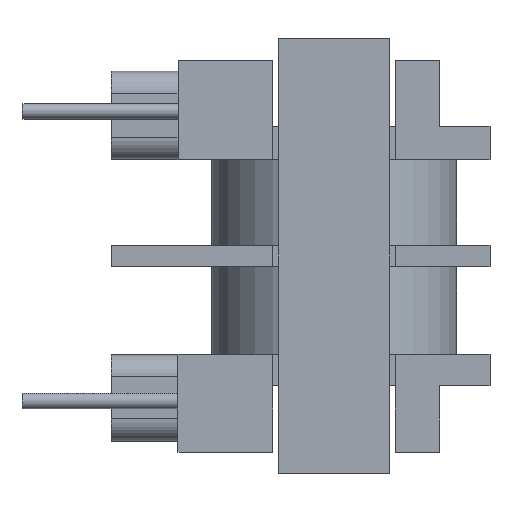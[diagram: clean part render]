
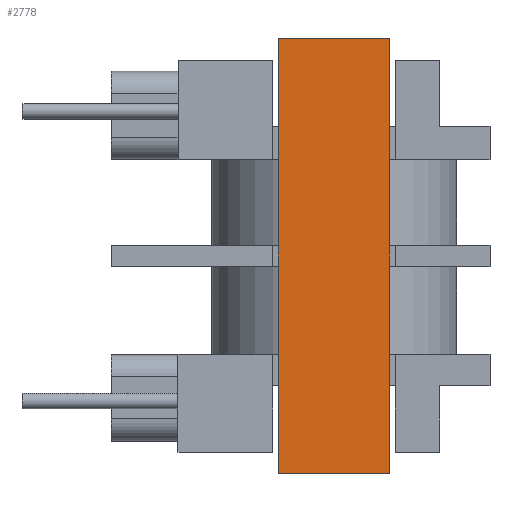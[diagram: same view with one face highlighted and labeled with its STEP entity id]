
A CAD part, front view. The second image highlights one B-rep face of the part: STEP entity #2778.
In plain terms, the highlighted planar face has unit normal (0, -1, 0).
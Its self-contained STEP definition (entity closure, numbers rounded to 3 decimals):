
#38 = EDGE_CURVE ( 'NONE', #429, #2639, #2611, .T. ) ;
#186 = DIRECTION ( 'NONE',  ( 0., -1., 0. ) ) ;
#348 = CARTESIAN_POINT ( 'NONE',  ( 4., -1.5, -9.736 ) ) ;
#429 = VERTEX_POINT ( 'NONE', #2995 ) ;
#487 = CARTESIAN_POINT ( 'NONE',  ( 1.5, -1.5, 9.764 ) ) ;
#561 = CARTESIAN_POINT ( 'NONE',  ( -1., -1.5, 0.014 ) ) ;
#645 = EDGE_CURVE ( 'NONE', #429, #3539, #1932, .T. ) ;
#755 = DIRECTION ( 'NONE',  ( 0., 0., -1. ) ) ;
#774 = FACE_OUTER_BOUND ( 'NONE', #2089, .T. ) ;
#1049 = VECTOR ( 'NONE', #3380, 1000. ) ;
#1079 = VECTOR ( 'NONE', #1156, 1000. ) ;
#1156 = DIRECTION ( 'NONE',  ( 0., 0., -1. ) ) ;
#1175 = LINE ( 'NONE', #561, #1049 ) ;
#1332 = VECTOR ( 'NONE', #1520, 1000. ) ;
#1429 = ORIENTED_EDGE ( 'NONE', *, *, #645, .F. ) ;
#1520 = DIRECTION ( 'NONE',  ( -1., 0., 0. ) ) ;
#1675 = CARTESIAN_POINT ( 'NONE',  ( 4., -1.5, 0.014 ) ) ;
#1801 = CARTESIAN_POINT ( 'NONE',  ( -1., -1.5, -9.736 ) ) ;
#1932 = LINE ( 'NONE', #1675, #1079 ) ;
#2035 = EDGE_CURVE ( 'NONE', #2225, #2639, #1175, .T. ) ;
#2089 = EDGE_LOOP ( 'NONE', ( #3164, #3238, #2978, #1429 ) ) ;
#2225 = VERTEX_POINT ( 'NONE', #1801 ) ;
#2243 = CARTESIAN_POINT ( 'NONE',  ( -1., -1.5, 9.764 ) ) ;
#2266 = LINE ( 'NONE', #2507, #2531 ) ;
#2507 = CARTESIAN_POINT ( 'NONE',  ( 1.5, -1.5, -9.736 ) ) ;
#2508 = AXIS2_PLACEMENT_3D ( 'NONE', #487, #186, #755 ) ;
#2531 = VECTOR ( 'NONE', #3407, 1000. ) ;
#2611 = LINE ( 'NONE', #3195, #1332 ) ;
#2639 = VERTEX_POINT ( 'NONE', #2243 ) ;
#2778 = ADVANCED_FACE ( 'NONE', ( #774 ), #2974, .T. ) ;
#2974 = PLANE ( 'NONE',  #2508 ) ;
#2978 = ORIENTED_EDGE ( 'NONE', *, *, #3426, .F. ) ;
#2995 = CARTESIAN_POINT ( 'NONE',  ( 4., -1.5, 9.764 ) ) ;
#3164 = ORIENTED_EDGE ( 'NONE', *, *, #38, .T. ) ;
#3195 = CARTESIAN_POINT ( 'NONE',  ( 1.5, -1.5, 9.764 ) ) ;
#3238 = ORIENTED_EDGE ( 'NONE', *, *, #2035, .F. ) ;
#3380 = DIRECTION ( 'NONE',  ( 0., 0., 1. ) ) ;
#3407 = DIRECTION ( 'NONE',  ( -1., 0., 0. ) ) ;
#3426 = EDGE_CURVE ( 'NONE', #3539, #2225, #2266, .T. ) ;
#3539 = VERTEX_POINT ( 'NONE', #348 ) ;
